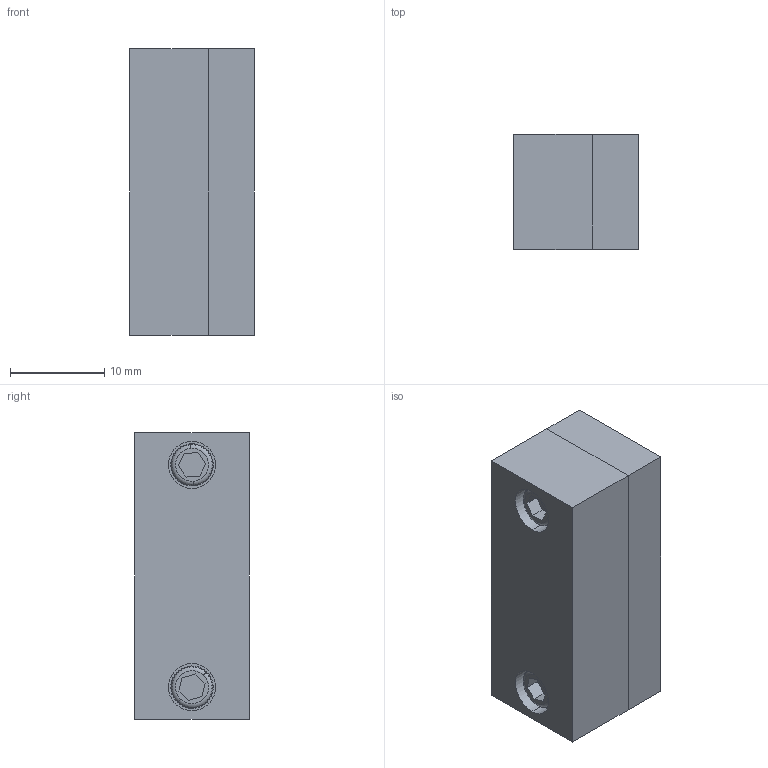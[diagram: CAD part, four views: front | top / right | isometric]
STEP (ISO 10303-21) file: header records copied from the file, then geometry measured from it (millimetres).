
FILE_DESCRIPTION (( 'STEP AP203' ), '1' );
FILE_NAME ('BlockV8.STEP', '2019-10-23T16:47:05', ( 'USER' ), ( '' ), 'SwSTEP 2.0', 'SolidWorks 2019', '' );
FILE_SCHEMA (( 'CONFIG_CONTROL_DESIGN' ));
Length unit declared in the file: inch
Products named in the file (1): BlockV8
Bounding box: 13.23 x 12.2 x 30.48 mm (x, y, z)
Surface area: 2189 mm2 (no closed solid volume)
Topology: 0 solids, 8 shells, 64 faces, 408 edges, 354 vertices
Faces by surface type: plane 40, cylinder 16, sphere 4, torus 4
Entity records: 4506 total; most frequent: CARTESIAN_POINT 1627, ORIENTED_EDGE 516, DIRECTION 514, EDGE_CURVE 408, VERTEX_POINT 354, AXIS2_PLACEMENT_3D 201, B_SPLINE_CURVE_WITH_KNOTS 160, CIRCLE 136
